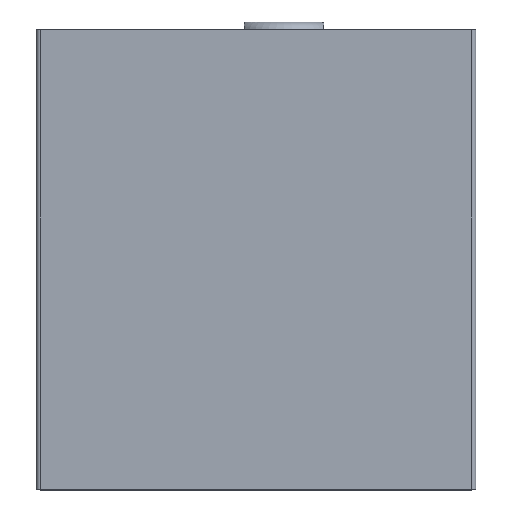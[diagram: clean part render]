
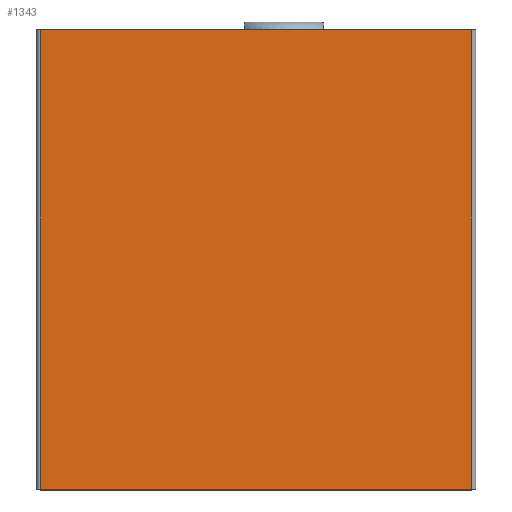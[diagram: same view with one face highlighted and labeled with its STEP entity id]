
A CAD part, top view. The second image highlights one B-rep face of the part: STEP entity #1343.
In plain terms, the highlighted planar face has unit normal (0, 0, 1).
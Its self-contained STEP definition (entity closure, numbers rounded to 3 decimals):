
#238=CARTESIAN_POINT('',(27.5,-28.75,22.5));
#239=VERTEX_POINT('',#238);
#247=CARTESIAN_POINT('',(-26.5,-28.75,22.5));
#248=VERTEX_POINT('',#247);
#249=CARTESIAN_POINT('',(-26.5,-28.75,22.5));
#250=DIRECTION('',(1.0,0.0,0.0));
#251=VECTOR('',#250,54.0);
#252=LINE('',#249,#251);
#253=EDGE_CURVE('',#248,#239,#252,.T.);
#1295=CARTESIAN_POINT('',(27.5,28.75,22.5));
#1296=VERTEX_POINT('',#1295);
#1304=CARTESIAN_POINT('',(27.5,-28.75,22.5));
#1305=DIRECTION('',(0.0,1.0,0.0));
#1306=VECTOR('',#1305,57.5);
#1307=LINE('',#1304,#1306);
#1308=EDGE_CURVE('',#239,#1296,#1307,.T.);
#1320=CARTESIAN_POINT('',(27.5,0.0,22.5));
#1321=DIRECTION('',(0.0,0.0,1.0));
#1322=DIRECTION('',(1.0,0.0,0.0));
#1323=AXIS2_PLACEMENT_3D('',#1320,#1321,#1322);
#1324=PLANE('',#1323);
#1325=CARTESIAN_POINT('',(-26.5,28.75,22.5));
#1326=VERTEX_POINT('',#1325);
#1327=CARTESIAN_POINT('',(27.5,28.75,22.5));
#1328=DIRECTION('',(-1.0,0.0,0.0));
#1329=VECTOR('',#1328,54.0);
#1330=LINE('',#1327,#1329);
#1331=EDGE_CURVE('',#1296,#1326,#1330,.T.);
#1332=ORIENTED_EDGE('',*,*,#1331,.T.);
#1333=CARTESIAN_POINT('',(-26.5,-28.75,22.5));
#1334=DIRECTION('',(0.0,1.0,0.0));
#1335=VECTOR('',#1334,57.5);
#1336=LINE('',#1333,#1335);
#1337=EDGE_CURVE('',#248,#1326,#1336,.T.);
#1338=ORIENTED_EDGE('',*,*,#1337,.F.);
#1339=ORIENTED_EDGE('',*,*,#253,.T.);
#1340=ORIENTED_EDGE('',*,*,#1308,.T.);
#1341=EDGE_LOOP('',(#1332,#1338,#1339,#1340));
#1342=FACE_OUTER_BOUND('',#1341,.T.);
#1343=ADVANCED_FACE('',(#1342),#1324,.T.);
